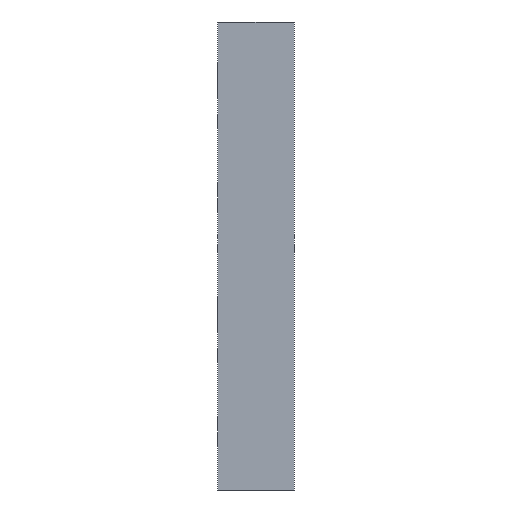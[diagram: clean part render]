
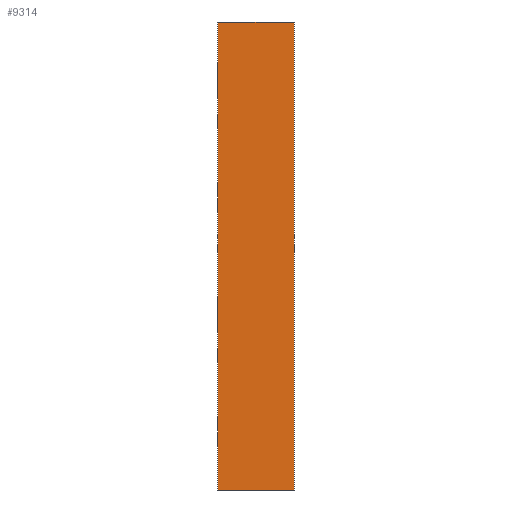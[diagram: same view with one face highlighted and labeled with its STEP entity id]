
A CAD part, front view. The second image highlights one B-rep face of the part: STEP entity #9314.
In plain terms, the highlighted planar face has unit normal (0.018, -1, 0).
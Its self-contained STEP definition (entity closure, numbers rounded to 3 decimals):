
#463=DIRECTION('',(-1.,-0.017,0.));
#464=VECTOR('',#463,65.26);
#465=CARTESIAN_POINT('',(65.25,-83.901,400.));
#466=LINE('',#465,#464);
#1407=DIRECTION('',(0.,0.,1.));
#1408=VECTOR('',#1407,400.);
#1409=CARTESIAN_POINT('',(0.,-85.04,0.));
#1410=LINE('',#1409,#1408);
#1411=DIRECTION('',(0.,0.,1.));
#1412=VECTOR('',#1411,400.);
#1413=CARTESIAN_POINT('',(65.25,-83.901,0.));
#1414=LINE('',#1413,#1412);
#1427=DIRECTION('',(1.,0.017,0.));
#1428=VECTOR('',#1427,65.26);
#1429=CARTESIAN_POINT('',(0.,-85.04,0.));
#1430=LINE('',#1429,#1428);
#8021=CARTESIAN_POINT('',(65.25,-83.901,0.));
#8022=CARTESIAN_POINT('',(65.25,-83.901,400.));
#8023=VERTEX_POINT('',#8021);
#8024=VERTEX_POINT('',#8022);
#8025=CARTESIAN_POINT('',(0.,-85.04,0.));
#8026=CARTESIAN_POINT('',(0.,-85.04,400.));
#8027=VERTEX_POINT('',#8025);
#8028=VERTEX_POINT('',#8026);
#9301=CARTESIAN_POINT('',(2.289,-85.,0.));
#9302=DIRECTION('',(0.017,-1.,0.));
#9303=DIRECTION('',(1.,0.017,0.));
#9304=AXIS2_PLACEMENT_3D('',#9301,#9302,#9303);
#9305=PLANE('',#9304);
#9306=ORIENTED_EDGE('',*,*,#8741,.F.);
#9308=ORIENTED_EDGE('',*,*,#9307,.F.);
#9310=ORIENTED_EDGE('',*,*,#9309,.F.);
#9311=ORIENTED_EDGE('',*,*,#9033,.T.);
#9312=EDGE_LOOP('',(#9306,#9308,#9310,#9311));
#9313=FACE_OUTER_BOUND('',#9312,.F.);
#9314=ADVANCED_FACE('',(#9313),#9305,.T.);
#8741=EDGE_CURVE('',#8024,#8028,#466,.T.);
#9033=EDGE_CURVE('',#8027,#8028,#1410,.T.);
#9307=EDGE_CURVE('',#8023,#8024,#1414,.T.);
#9309=EDGE_CURVE('',#8027,#8023,#1430,.T.);
